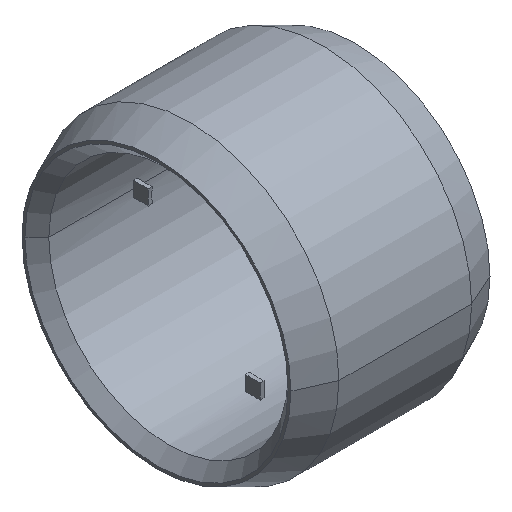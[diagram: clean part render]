
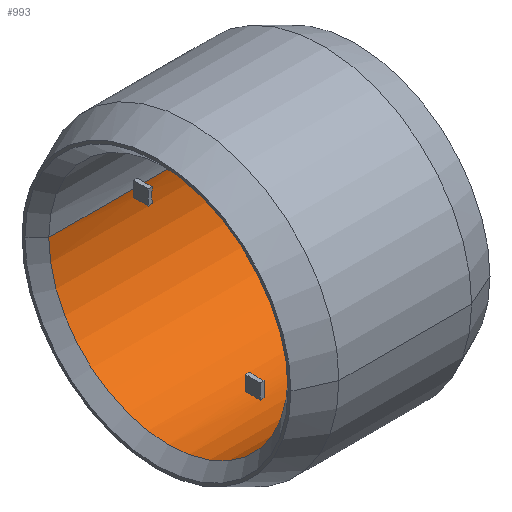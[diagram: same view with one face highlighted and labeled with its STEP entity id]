
A CAD part, isometric view. The second image highlights one B-rep face of the part: STEP entity #993.
In plain terms, the highlighted cylindrical face has radius 157.5 mm (diameter 315 mm), a partial arc.
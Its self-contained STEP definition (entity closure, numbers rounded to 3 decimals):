
#391 = EDGE_CURVE( '', #769, #559, #1106, .T. );
#397 = VERTEX_POINT( '', #1113 );
#413 = VERTEX_POINT( '', #1130 );
#417 = EDGE_CURVE( '', #881, #845, #1134, .T. );
#439 = VERTEX_POINT( '', #1159 );
#489 = VERTEX_POINT( '', #1218 );
#517 = VERTEX_POINT( '', #1250 );
#557 = EDGE_CURVE( '', #579, #517, #1294, .T. );
#559 = VERTEX_POINT( '', #1296 );
#579 = VERTEX_POINT( '', #1320 );
#649 = EDGE_CURVE( '', #413, #905, #1397, .T. );
#703 = VERTEX_POINT( '', #1455 );
#707 = VERTEX_POINT( '', #1459 );
#725 = EDGE_CURVE( '', #489, #397, #1478, .T. );
#745 = EDGE_CURVE( '', #973, #881, #1503, .T. );
#769 = VERTEX_POINT( '', #1531 );
#837 = EDGE_CURVE( '', #439, #973, #1605, .T. );
#845 = VERTEX_POINT( '', #1614 );
#881 = VERTEX_POINT( '', #1654 );
#905 = VERTEX_POINT( '', #1682 );
#909 = EDGE_CURVE( '', #905, #703, #1686, .T. );
#931 = EDGE_CURVE( '', #559, #397, #1712, .T. );
#953 = VERTEX_POINT( '', #1735 );
#955 = EDGE_CURVE( '', #489, #953, #1737, .T. );
#971 = EDGE_CURVE( '', #1005, #579, #1757, .T. );
#973 = VERTEX_POINT( '', #1759 );
#979 = EDGE_CURVE( '', #1005, #953, #1765, .T. );
#993 = ADVANCED_FACE( '', ( #1781, #1782 ), #1783, .F. );
#997 = EDGE_CURVE( '', #707, #413, #1787, .T. );
#1005 = VERTEX_POINT( '', #1796 );
#1027 = EDGE_CURVE( '', #707, #769, #1821, .T. );
#1037 = EDGE_CURVE( '', #845, #439, #1831, .T. );
#1043 = EDGE_CURVE( '', #517, #703, #1837, .T. );
#1106 = LINE( '', #1940, #1941 );
#1113 = CARTESIAN_POINT( '', ( -5., 157.5, 0. ) );
#1130 = CARTESIAN_POINT( '', ( 114.25, 157.5, 0. ) );
#1134 = LINE( '', #1995, #1996 );
#1159 = CARTESIAN_POINT( '', ( -5., 9.75, -157.198 ) );
#1218 = CARTESIAN_POINT( '', ( -116.25, 157.5, 0. ) );
#1250 = CARTESIAN_POINT( '', ( 0., -157.198, -9.75 ) );
#1294 = LINE( '', #2321, #2322 );
#1296 = CARTESIAN_POINT( '', ( -5., 157.198, -9.75 ) );
#1320 = CARTESIAN_POINT( '', ( -5., -157.198, -9.75 ) );
#1397 = CIRCLE( '', #2492, 157.5 );
#1455 = CARTESIAN_POINT( '', ( 0., -157.5, 0. ) );
#1459 = CARTESIAN_POINT( '', ( 0., 157.5, 0. ) );
#1478 = LINE( '', #2679, #2680 );
#1503 = CIRCLE( '', #2766, 157.5 );
#1531 = CARTESIAN_POINT( '', ( 0., 157.198, -9.75 ) );
#1605 = LINE( '', #2903, #2904 );
#1614 = CARTESIAN_POINT( '', ( -5., -9.75, -157.198 ) );
#1654 = CARTESIAN_POINT( '', ( 0., -9.75, -157.198 ) );
#1682 = CARTESIAN_POINT( '', ( 114.25, -157.5, 0. ) );
#1686 = LINE( '', #3043, #3044 );
#1712 = CIRCLE( '', #3107, 157.5 );
#1735 = CARTESIAN_POINT( '', ( -116.25, -157.5, 0. ) );
#1737 = CIRCLE( '', #3142, 157.5 );
#1757 = CIRCLE( '', #3166, 157.5 );
#1759 = CARTESIAN_POINT( '', ( 0., 9.75, -157.198 ) );
#1765 = LINE( '', #3176, #3177 );
#1781 = FACE_OUTER_BOUND( '', #3199, .T. );
#1782 = FACE_BOUND( '', #3200, .T. );
#1783 = CYLINDRICAL_SURFACE( '', #3201, 157.5 );
#1787 = LINE( '', #3206, #3207 );
#1796 = CARTESIAN_POINT( '', ( -5., -157.5, 0. ) );
#1821 = CIRCLE( '', #3248, 157.5 );
#1831 = CIRCLE( '', #3263, 157.5 );
#1837 = CIRCLE( '', #3274, 157.5 );
#1940 = CARTESIAN_POINT( '', ( -2.5, 157.198, -9.75 ) );
#1941 = VECTOR( '', #3331, 1. );
#1995 = CARTESIAN_POINT( '', ( -2.5, -9.75, -157.198 ) );
#1996 = VECTOR( '', #3360, 1. );
#2321 = CARTESIAN_POINT( '', ( -2.5, -157.198, -9.75 ) );
#2322 = VECTOR( '', #3586, 1. );
#2492 = AXIS2_PLACEMENT_3D( '', #3712, #3713, #3714 );
#2679 = CARTESIAN_POINT( '', ( -1., 157.5, 0. ) );
#2680 = VECTOR( '', #3780, 1. );
#2766 = AXIS2_PLACEMENT_3D( '', #3816, #3817, #3818 );
#2903 = CARTESIAN_POINT( '', ( -2.5, 9.75, -157.198 ) );
#2904 = VECTOR( '', #3938, 1. );
#3043 = CARTESIAN_POINT( '', ( -1., -157.5, 0. ) );
#3044 = VECTOR( '', #4027, 1. );
#3107 = AXIS2_PLACEMENT_3D( '', #4059, #4060, #4061 );
#3142 = AXIS2_PLACEMENT_3D( '', #4087, #4088, #4089 );
#3166 = AXIS2_PLACEMENT_3D( '', #4124, #4125, #4126 );
#3176 = CARTESIAN_POINT( '', ( -1., -157.5, 0. ) );
#3177 = VECTOR( '', #4130, 1. );
#3199 = EDGE_LOOP( '', ( #4157, #4158, #4159, #4160, #4161, #4162, #4163, #4164, #4165, #4166, #4167, #4168 ) );
#3200 = EDGE_LOOP( '', ( #4169, #4170, #4171, #4172 ) );
#3201 = AXIS2_PLACEMENT_3D( '', #4173, #4174, #4175 );
#3206 = CARTESIAN_POINT( '', ( -1., 157.5, 0. ) );
#3207 = VECTOR( '', #4176, 1. );
#3248 = AXIS2_PLACEMENT_3D( '', #4215, #4216, #4217 );
#3263 = AXIS2_PLACEMENT_3D( '', #4225, #4226, #4227 );
#3274 = AXIS2_PLACEMENT_3D( '', #4230, #4231, #4232 );
#3331 = DIRECTION( '', ( -1., 0., 0. ) );
#3360 = DIRECTION( '', ( -1., 0., 0. ) );
#3586 = DIRECTION( '', ( 1., 0., 0. ) );
#3712 = CARTESIAN_POINT( '', ( 114.25, 0., 0. ) );
#3713 = DIRECTION( '', ( -1., 0., 0. ) );
#3714 = DIRECTION( '', ( 0., 1., 0. ) );
#3780 = DIRECTION( '', ( 1., 0., 0. ) );
#3816 = CARTESIAN_POINT( '', ( 0., 0., 0. ) );
#3817 = DIRECTION( '', ( -1., 0., 0. ) );
#3818 = DIRECTION( '', ( 0., 1., 0. ) );
#3938 = DIRECTION( '', ( 1., 0., 0. ) );
#4027 = DIRECTION( '', ( -1., 0., 0. ) );
#4059 = CARTESIAN_POINT( '', ( -5., 0., 0. ) );
#4060 = DIRECTION( '', ( 1., 0., 0. ) );
#4061 = DIRECTION( '', ( 0., 1., 0. ) );
#4087 = CARTESIAN_POINT( '', ( -116.25, 0., 0. ) );
#4088 = DIRECTION( '', ( -1., 0., 0. ) );
#4089 = DIRECTION( '', ( 0., 1., 0. ) );
#4124 = CARTESIAN_POINT( '', ( -5., 0., 0. ) );
#4125 = DIRECTION( '', ( 1., 0., 0. ) );
#4126 = DIRECTION( '', ( 0., 1., 0. ) );
#4130 = DIRECTION( '', ( -1., 0., 0. ) );
#4157 = ORIENTED_EDGE( '', *, *, #725, .F. );
#4158 = ORIENTED_EDGE( '', *, *, #955, .T. );
#4159 = ORIENTED_EDGE( '', *, *, #979, .F. );
#4160 = ORIENTED_EDGE( '', *, *, #971, .T. );
#4161 = ORIENTED_EDGE( '', *, *, #557, .T. );
#4162 = ORIENTED_EDGE( '', *, *, #1043, .T. );
#4163 = ORIENTED_EDGE( '', *, *, #909, .F. );
#4164 = ORIENTED_EDGE( '', *, *, #649, .F. );
#4165 = ORIENTED_EDGE( '', *, *, #997, .F. );
#4166 = ORIENTED_EDGE( '', *, *, #1027, .T. );
#4167 = ORIENTED_EDGE( '', *, *, #391, .T. );
#4168 = ORIENTED_EDGE( '', *, *, #931, .T. );
#4169 = ORIENTED_EDGE( '', *, *, #417, .T. );
#4170 = ORIENTED_EDGE( '', *, *, #1037, .T. );
#4171 = ORIENTED_EDGE( '', *, *, #837, .T. );
#4172 = ORIENTED_EDGE( '', *, *, #745, .T. );
#4173 = CARTESIAN_POINT( '', ( -1., 0., 0. ) );
#4174 = DIRECTION( '', ( 1., 0., 0. ) );
#4175 = DIRECTION( '', ( 0., 1., 0. ) );
#4176 = DIRECTION( '', ( 1., 0., 0. ) );
#4215 = CARTESIAN_POINT( '', ( 0., 0., 0. ) );
#4216 = DIRECTION( '', ( -1., 0., 0. ) );
#4217 = DIRECTION( '', ( 0., 1., 0. ) );
#4225 = CARTESIAN_POINT( '', ( -5., 0., 0. ) );
#4226 = DIRECTION( '', ( 1., 0., 0. ) );
#4227 = DIRECTION( '', ( 0., 1., 0. ) );
#4230 = CARTESIAN_POINT( '', ( 0., 0., 0. ) );
#4231 = DIRECTION( '', ( -1., 0., 0. ) );
#4232 = DIRECTION( '', ( 0., 1., 0. ) );
